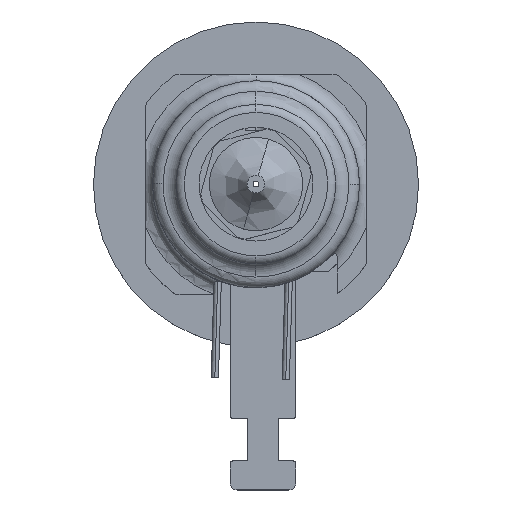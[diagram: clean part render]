
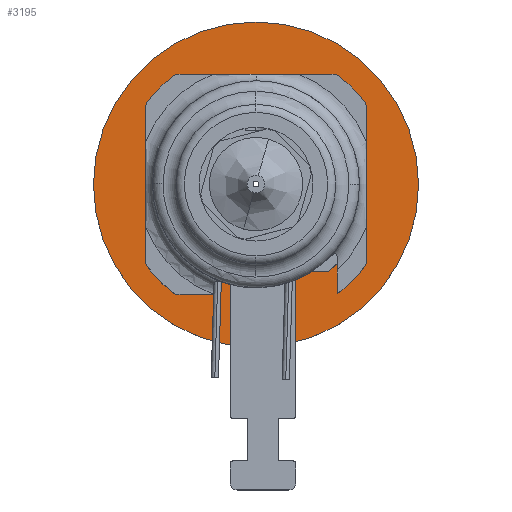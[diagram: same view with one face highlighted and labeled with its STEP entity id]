
A CAD part, top view. The second image highlights one B-rep face of the part: STEP entity #3195.
In plain terms, the highlighted planar face has unit normal (0, 0, 1).
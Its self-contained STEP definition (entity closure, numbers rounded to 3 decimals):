
#30 = DIRECTION ( 'NONE',  ( 0., 0., -1. ) ) ;
#169 = EDGE_CURVE ( 'NONE', #16473, #19993, #16682, .T. ) ;
#1731 = AXIS2_PLACEMENT_3D ( 'NONE', #3330, #9915, #15131 ) ;
#1783 = VERTEX_POINT ( 'NONE', #20778 ) ;
#2070 = CIRCLE ( 'NONE', #4021, 1.25 ) ;
#2261 = EDGE_CURVE ( 'NONE', #8144, #3999, #14879, .T. ) ;
#2315 = EDGE_LOOP ( 'NONE', ( #6964, #19051, #17025 ) ) ;
#2337 = ORIENTED_EDGE ( 'NONE', *, *, #11752, .F. ) ;
#3195 = ADVANCED_FACE ( 'NONE', ( #18732, #12108 ), #15895, .T. ) ;
#3214 = DIRECTION ( 'NONE',  ( 0., 0., -1. ) ) ;
#3330 = CARTESIAN_POINT ( 'NONE',  ( 2.6, 0., 0. ) ) ;
#3999 = VERTEX_POINT ( 'NONE', #10976 ) ;
#4021 = AXIS2_PLACEMENT_3D ( 'NONE', #9575, #4484, #14454 ) ;
#4193 = CARTESIAN_POINT ( 'NONE',  ( 11.15, 0., 0. ) ) ;
#4300 = DIRECTION ( 'NONE',  ( 0., 0., 1. ) ) ;
#4484 = DIRECTION ( 'NONE',  ( 0., 0., 1. ) ) ;
#4504 = ORIENTED_EDGE ( 'NONE', *, *, #169, .F. ) ;
#5132 = DIRECTION ( 'NONE',  ( -1., 0., 0. ) ) ;
#6426 = AXIS2_PLACEMENT_3D ( 'NONE', #19878, #30, #5132 ) ;
#6964 = ORIENTED_EDGE ( 'NONE', *, *, #12709, .F. ) ;
#7345 = DIRECTION ( 'NONE',  ( 1., 0., 0. ) ) ;
#7699 = AXIS2_PLACEMENT_3D ( 'NONE', #4193, #4300, #7345 ) ;
#8120 = CIRCLE ( 'NONE', #10927, 1.25 ) ;
#8144 = VERTEX_POINT ( 'NONE', #10574 ) ;
#8905 = DIRECTION ( 'NONE',  ( 0., 0., 1. ) ) ;
#9575 = CARTESIAN_POINT ( 'NONE',  ( 0., 0., 0. ) ) ;
#9822 = CARTESIAN_POINT ( 'NONE',  ( 11.15, 0., 0. ) ) ;
#9913 = CARTESIAN_POINT ( 'NONE',  ( 0., 0., 0. ) ) ;
#9915 = DIRECTION ( 'NONE',  ( 0., 0., -1. ) ) ;
#10574 = CARTESIAN_POINT ( 'NONE',  ( 0.752, 0.998, 0. ) ) ;
#10927 = AXIS2_PLACEMENT_3D ( 'NONE', #12256, #8905, #15523 ) ;
#10976 = CARTESIAN_POINT ( 'NONE',  ( 0.752, -0.998, 0. ) ) ;
#11610 = EDGE_CURVE ( 'NONE', #1783, #3999, #2070, .T. ) ;
#11752 = EDGE_CURVE ( 'NONE', #19993, #16473, #17167, .T. ) ;
#12108 = FACE_OUTER_BOUND ( 'NONE', #15286, .T. ) ;
#12256 = CARTESIAN_POINT ( 'NONE',  ( 0., 0., 0. ) ) ;
#12709 = EDGE_CURVE ( 'NONE', #8144, #1783, #8120, .T. ) ;
#14454 = DIRECTION ( 'NONE',  ( 1., 0., 0. ) ) ;
#14772 = CARTESIAN_POINT ( 'NONE',  ( -11.15, 0., 0. ) ) ;
#14879 = CIRCLE ( 'NONE', #1731, 2.1 ) ;
#14962 = AXIS2_PLACEMENT_3D ( 'NONE', #9913, #3214, #16629 ) ;
#15131 = DIRECTION ( 'NONE',  ( -1., 0., 0. ) ) ;
#15286 = EDGE_LOOP ( 'NONE', ( #4504, #2337 ) ) ;
#15523 = DIRECTION ( 'NONE',  ( 1., 0., 0. ) ) ;
#15895 = PLANE ( 'NONE',  #7699 ) ;
#16473 = VERTEX_POINT ( 'NONE', #14772 ) ;
#16629 = DIRECTION ( 'NONE',  ( -1., 0., 0. ) ) ;
#16682 = CIRCLE ( 'NONE', #14962, 11.15 ) ;
#17025 = ORIENTED_EDGE ( 'NONE', *, *, #11610, .F. ) ;
#17167 = CIRCLE ( 'NONE', #6426, 11.15 ) ;
#18732 = FACE_BOUND ( 'NONE', #2315, .T. ) ;
#19051 = ORIENTED_EDGE ( 'NONE', *, *, #2261, .T. ) ;
#19878 = CARTESIAN_POINT ( 'NONE',  ( 0., 0., 0. ) ) ;
#19993 = VERTEX_POINT ( 'NONE', #9822 ) ;
#20778 = CARTESIAN_POINT ( 'NONE',  ( -1.25, 0., 0. ) ) ;
